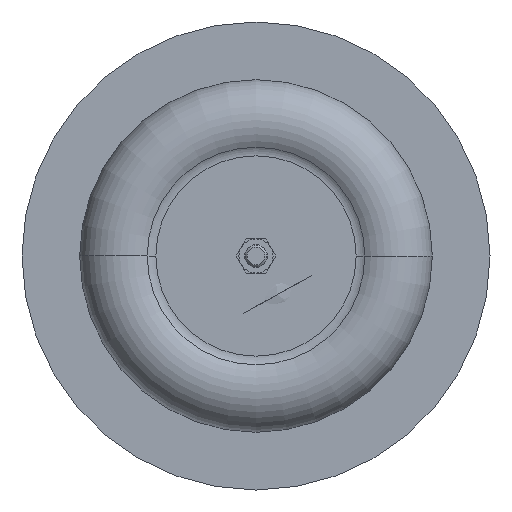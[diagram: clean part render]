
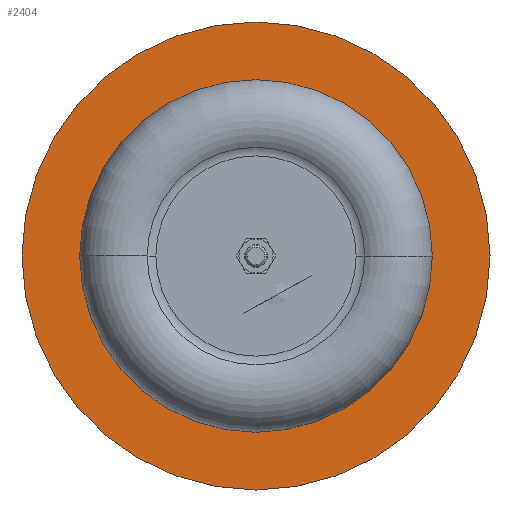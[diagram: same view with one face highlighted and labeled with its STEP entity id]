
A CAD part, front view. The second image highlights one B-rep face of the part: STEP entity #2404.
In plain terms, the highlighted planar face has unit normal (0, -1, 0).
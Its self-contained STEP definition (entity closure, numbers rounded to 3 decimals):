
#2195=CARTESIAN_POINT('',(0.,25.,0.));
#2196=DIRECTION('',(0.,1.,0.));
#2197=DIRECTION('',(0.,0.,1.));
#2198=AXIS2_PLACEMENT_3D('',#2195,#2196,#2197);
#2213=CARTESIAN_POINT('',(0.,25.,0.));
#2214=DIRECTION('',(0.,1.,0.));
#2215=DIRECTION('',(-1.,0.,0.));
#2216=AXIS2_PLACEMENT_3D('',#2213,#2214,#2215);
#2218=CARTESIAN_POINT('',(0.,25.,0.));
#2219=DIRECTION('',(0.,1.,0.));
#2220=DIRECTION('',(1.,0.,0.));
#2221=AXIS2_PLACEMENT_3D('',#2218,#2219,#2220);
#2241=CARTESIAN_POINT('',(0.,25.,0.));
#2242=DIRECTION('',(0.,1.,0.));
#2243=DIRECTION('',(0.,0.,-1.));
#2244=AXIS2_PLACEMENT_3D('',#2241,#2242,#2243);
#2295=CARTESIAN_POINT('',(-109.5,25.,0.));
#2296=CARTESIAN_POINT('',(109.5,25.,0.));
#2297=VERTEX_POINT('',#2295);
#2298=VERTEX_POINT('',#2296);
#2303=CARTESIAN_POINT('',(0.,25.,-79.5));
#2304=CARTESIAN_POINT('',(0.,25.,79.5));
#2305=VERTEX_POINT('',#2303);
#2306=VERTEX_POINT('',#2304);
#2388=CARTESIAN_POINT('',(0.,25.,0.));
#2389=DIRECTION('',(0.,1.,0.));
#2390=DIRECTION('',(-1.,0.,0.));
#2391=AXIS2_PLACEMENT_3D('',#2388,#2389,#2390);
#2392=PLANE('',#2391);
#2394=ORIENTED_EDGE('',*,*,#2393,.T.);
#2396=ORIENTED_EDGE('',*,*,#2395,.T.);
#2397=EDGE_LOOP('',(#2394,#2396));
#2398=FACE_OUTER_BOUND('',#2397,.F.);
#2400=ORIENTED_EDGE('',*,*,#2399,.F.);
#2401=ORIENTED_EDGE('',*,*,#2362,.F.);
#2402=EDGE_LOOP('',(#2400,#2401));
#2403=FACE_BOUND('',#2402,.F.);
#2404=ADVANCED_FACE('',(#2398,#2403),#2392,.F.);
#2199=CIRCLE('',#2198,79.5);
#2217=CIRCLE('',#2216,109.5);
#2222=CIRCLE('',#2221,109.5);
#2245=CIRCLE('',#2244,79.5);
#2362=EDGE_CURVE('',#2306,#2305,#2199,.T.);
#2393=EDGE_CURVE('',#2297,#2298,#2217,.T.);
#2395=EDGE_CURVE('',#2298,#2297,#2222,.T.);
#2399=EDGE_CURVE('',#2305,#2306,#2245,.T.);
